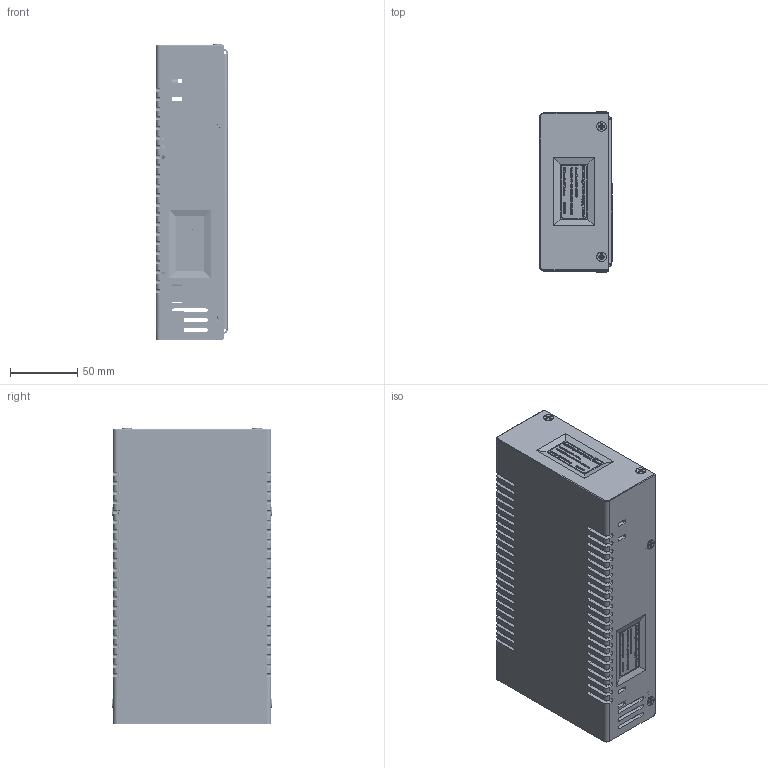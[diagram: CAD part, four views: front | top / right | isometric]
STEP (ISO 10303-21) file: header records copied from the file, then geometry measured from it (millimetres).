
FILE_DESCRIPTION(('FreeCAD Model'),'2;1');
FILE_NAME('Open CASCADE Shape Model','2025-05-03T00:11:00',('FreeCAD'),( 'FreeCAD'),'Open CASCADE STEP processor 7.6','FreeCAD','Unknown');
FILE_SCHEMA(('AUTOMOTIVE_DESIGN { 1 0 10303 214 1 1 1 1 }'));
Products named in the file (1): Open CASCADE STEP translator 7.6 1
Bounding box: 54.12 x 118.87 x 220.26 mm (x, y, z)
Volume: 363055 mm3; surface area: 295604.1 mm2
Topology: 283 solids, 283 shells, 12008 faces, 32150 edges, 21262 vertices
Faces by surface type: bspline 12008
Entity records: 409606 total; most frequent: CARTESIAN_POINT 212565, ORIENTED_EDGE 64240, EDGE_CURVE 32120, B_SPLINE_CURVE_WITH_KNOTS 29770, VERTEX_POINT 21262, FACE_BOUND 13082, EDGE_LOOP 13082, ADVANCED_FACE 12008
